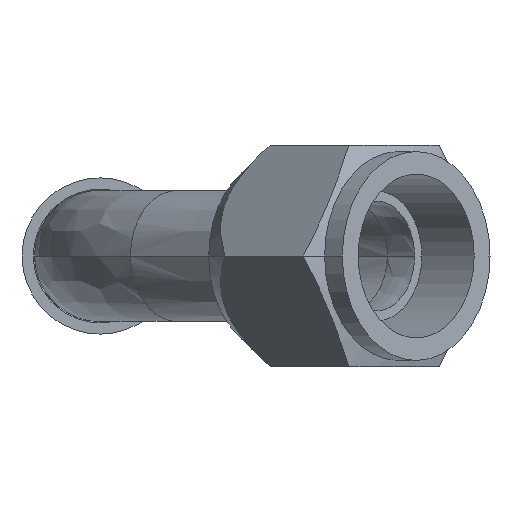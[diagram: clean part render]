
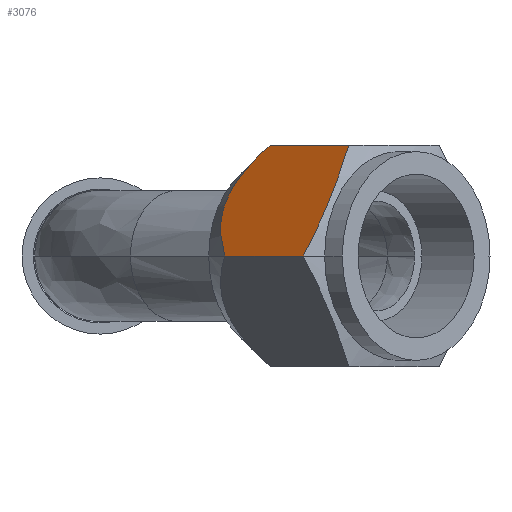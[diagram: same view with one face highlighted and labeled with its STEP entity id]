
A CAD part, left-side view. The second image highlights one B-rep face of the part: STEP entity #3076.
In plain terms, the highlighted face is planar.
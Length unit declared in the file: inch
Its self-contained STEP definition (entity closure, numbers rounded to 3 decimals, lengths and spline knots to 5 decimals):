
#2719=DIRECTION('',(1.,0.,0.));
#2720=VECTOR('',#2719,0.53251);
#2721=CARTESIAN_POINT('',(0.2571,-0.61343,0.));
#2722=LINE('',#2721,#2720);
#2736=CARTESIAN_POINT('',(0.2571,-0.61343,0.));
#2737=CARTESIAN_POINT('',(0.23943,-0.60323,
0.01767));
#2738=CARTESIAN_POINT('',(0.20778,-0.58342,
0.05198));
#2739=CARTESIAN_POINT('',(0.17124,-0.55569,
0.10002));
#2740=CARTESIAN_POINT('',(0.14475,-0.52986,
0.14475));
#2741=CARTESIAN_POINT('',(0.1271,-0.50574,
0.18653));
#2742=CARTESIAN_POINT('',(0.11697,-0.48271,
0.22643));
#2743=CARTESIAN_POINT('',(0.11365,-0.46018,
0.26545));
#2744=CARTESIAN_POINT('',(0.11691,-0.43766,
0.30445));
#2745=CARTESIAN_POINT('',(0.12697,-0.41464,
0.34432));
#2746=CARTESIAN_POINT('',(0.14451,-0.39056,
0.38603));
#2747=CARTESIAN_POINT('',(0.17096,-0.36469,
0.43083));
#2748=CARTESIAN_POINT('',(0.20759,-0.33685,
0.47907));
#2749=CARTESIAN_POINT('',(0.23936,-0.31696,
0.51351));
#2750=CARTESIAN_POINT('',(0.2571,-0.30672,0.53125));
#2752=DIRECTION('',(1.,0.,0.));
#2753=VECTOR('',#2752,0.53251);
#2754=CARTESIAN_POINT('',(0.2571,-0.30672,0.53125));
#2755=LINE('',#2754,#2753);
#2756=CARTESIAN_POINT('',(0.78961,-0.61343,0.));
#2757=CARTESIAN_POINT('',(0.79274,-0.60172,
0.02029));
#2758=CARTESIAN_POINT('',(0.79841,-0.57853,
0.06046));
#2759=CARTESIAN_POINT('',(0.8049,-0.54474,
0.11898));
#2760=CARTESIAN_POINT('',(0.8094,-0.51099,
0.17744));
#2761=CARTESIAN_POINT('',(0.81172,-0.47708,
0.23618));
#2762=CARTESIAN_POINT('',(0.81172,-0.44305,
0.29511));
#2763=CARTESIAN_POINT('',(0.8094,-0.40914,
0.35384));
#2764=CARTESIAN_POINT('',(0.8049,-0.37539,
0.4123));
#2765=CARTESIAN_POINT('',(0.79841,-0.34162,
0.47079));
#2766=CARTESIAN_POINT('',(0.79274,-0.31843,
0.51096));
#2767=CARTESIAN_POINT('',(0.78961,-0.30672,0.53125));
#2769=CARTESIAN_POINT('',(0.2571,-0.30672,0.53125));
#2906=VERTEX_POINT('',#2769);
#2908=VERTEX_POINT('',#2736);
#2914=CARTESIAN_POINT('',(0.78961,-0.30672,0.53125));
#2915=VERTEX_POINT('',#2914);
#2916=CARTESIAN_POINT('',(0.78961,-0.61343,0.));
#2917=VERTEX_POINT('',#2916);
#3063=CARTESIAN_POINT('',(0.,-0.30672,0.53125));
#3064=DIRECTION('',(0.,-0.866,0.5));
#3065=DIRECTION('',(0.,-0.5,-0.866));
#3066=AXIS2_PLACEMENT_3D('',#3063,#3064,#3065);
#3067=PLANE('',#3066);
#3068=ORIENTED_EDGE('',*,*,#3000,.T.);
#3070=ORIENTED_EDGE('',*,*,#3069,.T.);
#3072=ORIENTED_EDGE('',*,*,#3071,.F.);
#3073=ORIENTED_EDGE('',*,*,#3055,.F.);
#3074=EDGE_LOOP('',(#3068,#3070,#3072,#3073));
#3075=FACE_OUTER_BOUND('',#3074,.F.);
#3076=ADVANCED_FACE('',(#3075),#3067,.T.);
#2751=B_SPLINE_CURVE_WITH_KNOTS('',3,(#2736,#2737,#2738,#2739,#2740,#2741,#2742,
#2743,#2744,#2745,#2746,#2747,#2748,#2749,#2750),.UNSPECIFIED.,.F.,.F.,(4,1,1,1,
1,1,1,1,1,1,1,1,4),(0.,0.08333,0.16667,0.25,
0.33333,0.41667,0.5,0.58333,0.66667,
0.75,0.83333,0.91667,1.),.UNSPECIFIED.);
#2768=B_SPLINE_CURVE_WITH_KNOTS('',3,(#2756,#2757,#2758,#2759,#2760,#2761,#2762,
#2763,#2764,#2765,#2766,#2767),.UNSPECIFIED.,.F.,.F.,(4,1,1,1,1,1,1,1,1,4),
(0.,0.11111,0.22222,0.33333,0.44444,
0.55556,0.66667,0.77778,0.88889,1.),
.UNSPECIFIED.);
#3000=EDGE_CURVE('',#2908,#2906,#2751,.T.);
#3055=EDGE_CURVE('',#2908,#2917,#2722,.T.);
#3069=EDGE_CURVE('',#2906,#2915,#2755,.T.);
#3071=EDGE_CURVE('',#2917,#2915,#2768,.T.);
